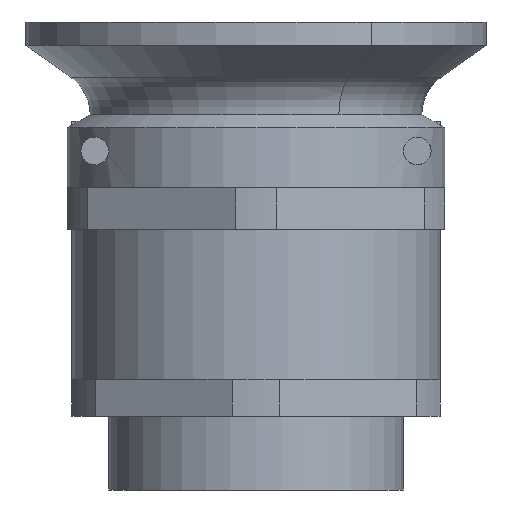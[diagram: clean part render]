
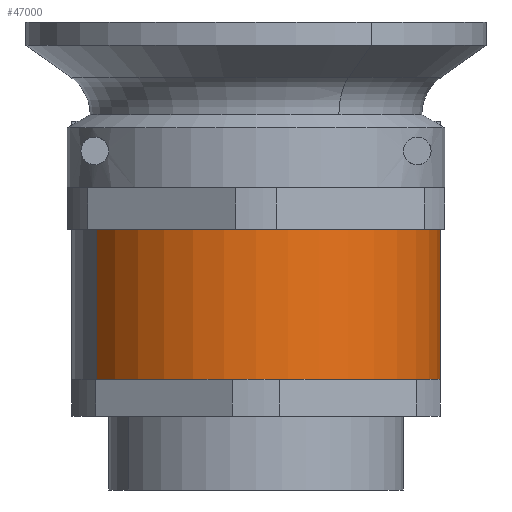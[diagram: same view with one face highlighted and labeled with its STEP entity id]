
A CAD part, left-side view. The second image highlights one B-rep face of the part: STEP entity #47000.
In plain terms, the highlighted cylindrical face has radius 20 mm (diameter 40 mm), a partial arc.
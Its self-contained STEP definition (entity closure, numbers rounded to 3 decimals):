
#38650=CARTESIAN_POINT('',(-19.887,122.698,22.));
#38660=VERTEX_POINT('',#38650);
#38980=CARTESIAN_POINT('',(-2.566,132.698,22.));
#38990=VERTEX_POINT('',#38980);
#39040=CARTESIAN_POINT('',(-2.566,112.698,22.));
#39050=DIRECTION('',(0.,0.,-1.));
#39060=DIRECTION('',(-1.,0.,0.));
#39070=AXIS2_PLACEMENT_3D('',#39040,#39050,#39060);
#39080=CIRCLE('',#39070,20.);
#39090=EDGE_CURVE('',#38660,#38990,#39080,.T.);
#43520=CARTESIAN_POINT('',(-2.566,112.698,5.7));
#43530=DIRECTION('',(0.,0.,-1.));
#43540=DIRECTION('',(-1.,0.,0.));
#43550=AXIS2_PLACEMENT_3D('',#43520,#43530,#43540);
#43560=CIRCLE('',#43550,20.);
#43570=CARTESIAN_POINT('',(-22.566,112.698,5.7));
#43580=VERTEX_POINT('',#43570);
#43590=CARTESIAN_POINT('',(17.434,112.698,5.7));
#43600=VERTEX_POINT('',#43590);
#43610=EDGE_CURVE('',#43580,#43600,#43560,.T.);
#44000=CARTESIAN_POINT('',(14.754,122.698,22.));
#44010=VERTEX_POINT('',#44000);
#44200=EDGE_CURVE('',#38990,#44010,#39080,.T.);
#44370=CARTESIAN_POINT('',(-22.566,112.698,22.));
#44380=DIRECTION('',(0.,0.,-1.));
#44390=VECTOR('',#44380,1.);
#44400=LINE('',#44370,#44390);
#44410=CARTESIAN_POINT('',(-22.566,112.698,22.));
#44420=VERTEX_POINT('',#44410);
#44430=EDGE_CURVE('',#44420,#43580,#44400,.T.);
#44570=CARTESIAN_POINT('',(17.434,112.698,22.));
#44580=VERTEX_POINT('',#44570);
#44610=CARTESIAN_POINT('',(17.434,112.698,22.));
#44620=DIRECTION('',(0.,0.,-1.));
#44630=VECTOR('',#44620,1.);
#44640=LINE('',#44610,#44630);
#44650=EDGE_CURVE('',#44580,#43600,#44640,.T.);
#45450=EDGE_CURVE('',#44420,#38660,#39080,.T.);
#46520=EDGE_CURVE('',#44010,#44580,#39080,.T.);
#46860=CARTESIAN_POINT('',(-2.566,112.698,22.));
#46870=DIRECTION('',(0.,0.,-1.));
#46880=DIRECTION('',(-1.,0.,0.));
#46890=AXIS2_PLACEMENT_3D('',#46860,#46870,#46880);
#46900=CYLINDRICAL_SURFACE('',#46890,20.);
#46910=ORIENTED_EDGE('',*,*,#44430,.F.);
#46920=ORIENTED_EDGE('',*,*,#43610,.F.);
#46930=ORIENTED_EDGE('',*,*,#44650,.T.);
#46940=ORIENTED_EDGE('',*,*,#46520,.T.);
#46950=ORIENTED_EDGE('',*,*,#44200,.T.);
#46960=ORIENTED_EDGE('',*,*,#39090,.T.);
#46970=ORIENTED_EDGE('',*,*,#45450,.T.);
#46980=EDGE_LOOP('',(#46970,#46960,#46950,#46940,#46930,#46920,#46910));
#46990=FACE_OUTER_BOUND('',#46980,.T.);
#47000=ADVANCED_FACE('',(#46990),#46900,.T.);
